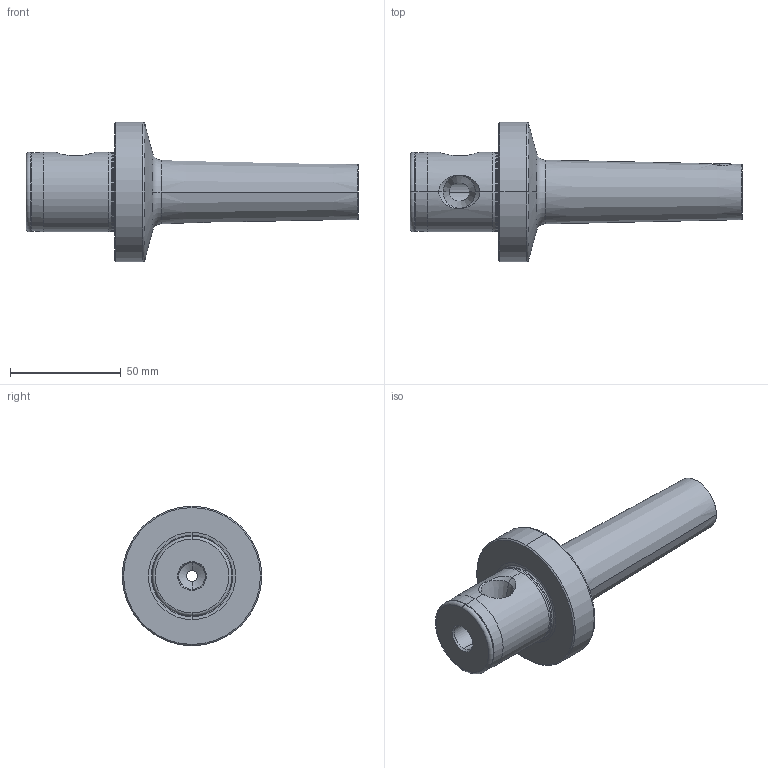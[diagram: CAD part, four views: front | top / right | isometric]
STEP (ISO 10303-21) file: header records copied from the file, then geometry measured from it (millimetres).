
FILE_DESCRIPTION (( 'STEP AP203' ), '1' );
FILE_NAME ('A84.063.025.110.STEP', '2018-03-13T14:32:06', ( 'SWIAdmin' ), ( 'Hewlett-Packard Company' ), 'SwSTEP 2.0', 'SolidWorks 2017', '' );
FILE_SCHEMA (( 'CONFIG_CONTROL_DESIGN' ));
Length unit declared in the file: millimetre
Products named in the file (3): WH6-WH2.K01.110_B; WH2-ER1.001.010; A84.063.025.110
Assembly tree (2 placements, depth 2):
  A84.063.025.110
    WH6-WH2.K01.110_B
    WH2-ER1.001.010
Bounding box: 150 x 63 x 63 mm (x, y, z)
Volume: 130527 mm3; surface area: 25530.5 mm2
Topology: 2 solids, 2 shells, 87 faces, 194 edges, 110 vertices
Faces by surface type: cone 34, torus 22, cylinder 18, plane 13
Entity records: 3139 total; most frequent: CARTESIAN_POINT 858, DIRECTION 466, ORIENTED_EDGE 388, AXIS2_PLACEMENT_3D 196, EDGE_CURVE 194, VERTEX_POINT 110, CIRCLE 104, EDGE_LOOP 94
